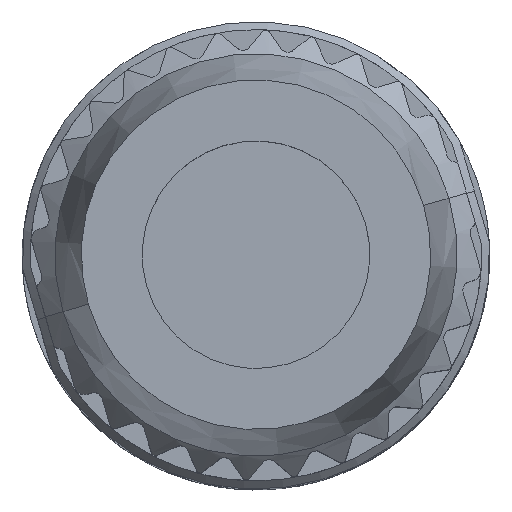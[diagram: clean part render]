
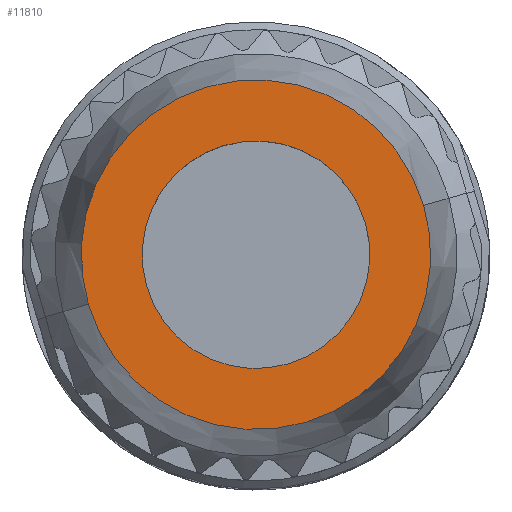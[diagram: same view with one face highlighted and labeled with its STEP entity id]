
A CAD part, top view. The second image highlights one B-rep face of the part: STEP entity #11810.
In plain terms, the highlighted planar face has unit normal (0, 0, 1).
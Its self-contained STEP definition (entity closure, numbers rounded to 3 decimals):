
#10928=AXIS2_PLACEMENT_3D('Circle Axis2P3D',#10926,#10927,$) ;
#10945=AXIS2_PLACEMENT_3D('Circle Axis2P3D',#10943,#10944,$) ;
#11786=AXIS2_PLACEMENT_3D('Plane Axis2P3D',#11783,#11784,#11785) ;
#11794=AXIS2_PLACEMENT_3D('Circle Axis2P3D',#11792,#11793,$) ;
#11803=AXIS2_PLACEMENT_3D('Circle Axis2P3D',#11801,#11802,$) ;
#10916=CARTESIAN_POINT('Vertex',(9.875,6.963,40.8)) ;
#10923=CARTESIAN_POINT('Vertex',(1.625,4.537,40.8)) ;
#10926=CARTESIAN_POINT('Axis2P3D Location',(5.75,5.75,40.8)) ;
#10943=CARTESIAN_POINT('Axis2P3D Location',(5.75,5.75,40.8)) ;
#11783=CARTESIAN_POINT('Axis2P3D Location',(-0.122,8.953,40.8)) ;
#11792=CARTESIAN_POINT('Axis2P3D Location',(5.75,5.75,40.8)) ;
#11796=CARTESIAN_POINT('Vertex',(3.064,4.96,40.8)) ;
#11798=CARTESIAN_POINT('Vertex',(8.436,6.54,40.8)) ;
#11801=CARTESIAN_POINT('Axis2P3D Location',(5.75,5.75,40.8)) ;
#10927=DIRECTION('Axis2P3D Direction',(0.,0.,-1.)) ;
#10944=DIRECTION('Axis2P3D Direction',(0.,0.,-1.)) ;
#11784=DIRECTION('Axis2P3D Direction',(0.,0.,1.)) ;
#11785=DIRECTION('Axis2P3D XDirection',(0.282,-0.959,0.)) ;
#11793=DIRECTION('Axis2P3D Direction',(0.,0.,1.)) ;
#11802=DIRECTION('Axis2P3D Direction',(0.,0.,1.)) ;
#11789=ORIENTED_EDGE('',*,*,#10930,.F.) ;
#11790=ORIENTED_EDGE('',*,*,#10947,.F.) ;
#11807=ORIENTED_EDGE('',*,*,#11800,.F.) ;
#11808=ORIENTED_EDGE('',*,*,#11805,.F.) ;
#11809=FACE_BOUND('',#11806,.T.) ;
#11810=ADVANCED_FACE('Hauptkoerper',(#11791,#11809),#11787,.T.) ;
#10929=CIRCLE('generated circle',#10928,4.3) ;
#10946=CIRCLE('generated circle',#10945,4.3) ;
#11795=CIRCLE('generated circle',#11794,2.8) ;
#11804=CIRCLE('generated circle',#11803,2.8) ;
#10930=EDGE_CURVE('',#10924,#10917,#10929,.T.) ;
#10947=EDGE_CURVE('',#10917,#10924,#10946,.T.) ;
#11800=EDGE_CURVE('',#11797,#11799,#11795,.T.) ;
#11805=EDGE_CURVE('',#11799,#11797,#11804,.T.) ;
#11788=EDGE_LOOP('',(#11789,#11790)) ;
#11806=EDGE_LOOP('',(#11807,#11808)) ;
#11791=FACE_OUTER_BOUND('',#11788,.T.) ;
#11787=PLANE('',#11786) ;
#10917=VERTEX_POINT('',#10916) ;
#10924=VERTEX_POINT('',#10923) ;
#11797=VERTEX_POINT('',#11796) ;
#11799=VERTEX_POINT('',#11798) ;
